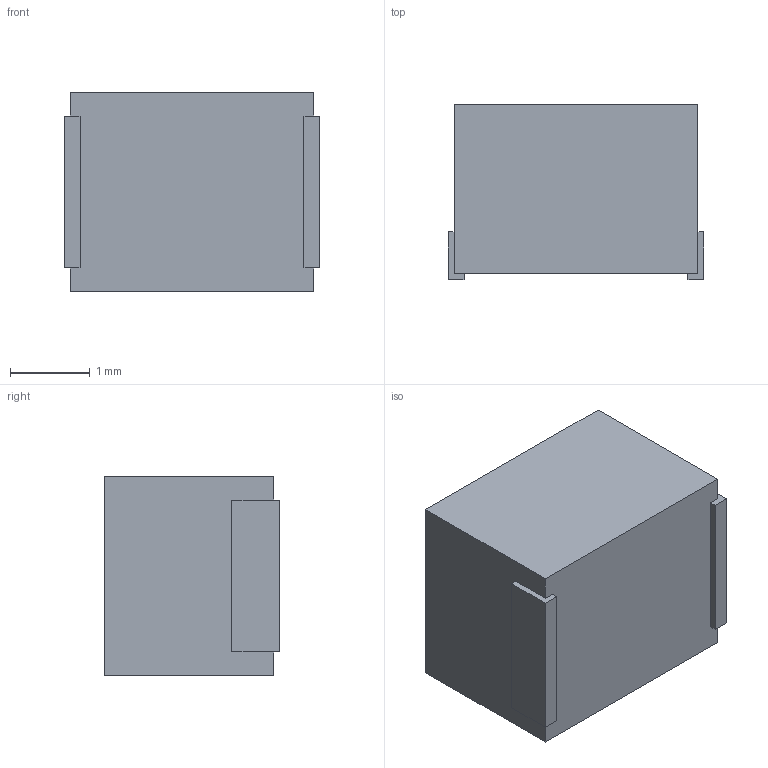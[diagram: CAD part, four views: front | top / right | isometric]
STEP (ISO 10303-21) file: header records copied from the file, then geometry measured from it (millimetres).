
FILE_DESCRIPTION (( 'STEP AP214' ), '1' );
FILE_NAME ('AISM-1210.STEP', '2013-10-14T05:31:35', ( '' ), ( '' ), 'SwSTEP 2.0', 'SolidWorks 2012', '' );
FILE_SCHEMA (( 'AUTOMOTIVE_DESIGN' ));
Length unit declared in the file: millimetre
Products named in the file (1): AISM-1210
Bounding box: 3.2 x 2.19 x 2.5 mm (x, y, z)
Volume: 16.4 mm3; surface area: 40.2 mm2
Topology: 1 solids, 1 shells, 111 faces, 294 edges, 196 vertices
Faces by surface type: plane 81, bspline 30
Entity records: 6347 total; most frequent: CARTESIAN_POINT 2536, ORIENTED_EDGE 588, DIRECTION 398, EDGE_CURVE 294, LINE 234, VECTOR 234, VERTEX_POINT 196, EDGE_LOOP 122
